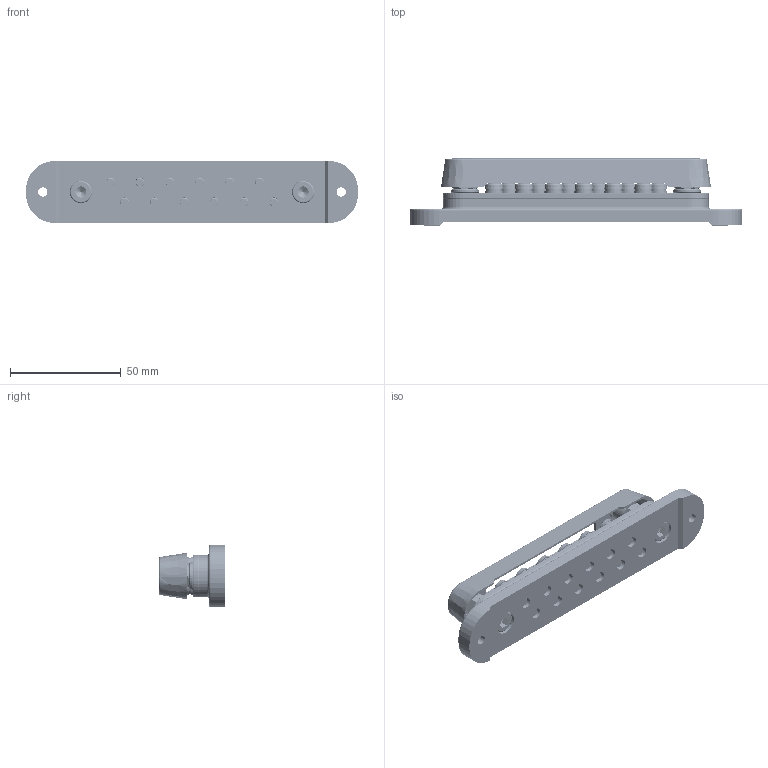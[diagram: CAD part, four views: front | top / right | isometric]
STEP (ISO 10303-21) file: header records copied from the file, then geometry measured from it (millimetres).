
FILE_DESCRIPTION(/* description */ (''),/* implementation_level */ '2;1');
FILE_NAME(/* name */ '12-Way BusBar 150A - Negative.step',/* time_stamp */ '2024-05-17T19:21:03+01:00',/* author */ (''),/* organization */ (''),/* preprocessor_version */ 'ST-DEVELOPER v20',/* originating_system */ 'Autodesk Translation Framework v13.14.0.145',/* authorisation */ '');
FILE_SCHEMA (('AUTOMOTIVE_DESIGN { 1 0 10303 214 3 1 1 }'));
Length unit declared in the file: millimetre
Products named in the file (5): 12-Way BusBar 150A - PNegative; DIN 912 M6 x 20; M4X12 SEM SCREW; M6_FLAT; M6 NUT
Assembly tree (18 placements, depth 2):
  12-Way BusBar 150A - PNegative
    DIN 912 M6 x 20  x2
    M4X12 SEM SCREW  x12
    M6_FLAT  x2
    M6 NUT  x2
Bounding box: 150 x 30.24 x 28 mm (x, y, z)
Volume: 46856 mm3; surface area: 39415.7 mm2
Topology: 59 solids, 59 shells, 1561 faces, 4209 edges, 2789 vertices
Faces by surface type: cylinder 834, bspline 388, plane 233, cone 72, torus 34
Full cylindrical faces by diameter (mm): 3.111 x72, 3.332 x24, 3.908 x120, 4 x12, 4.109 x9, 4.11 x3, 4.2 x14, 4.744 x12, 5 x12, 5.035 x10, 5.884 x24, 6.147 x8, 6.2 x4, 6.4 x2, 8.33 x12, 8.5 x12, 8.7 x2, 10 x2, 10.5 x2, 11 x2, 12.5 x6
Entity records: 35108 total; most frequent: CARTESIAN_POINT 23179, ORIENTED_EDGE 2722, DIRECTION 1962, EDGE_CURVE 1361, VERTEX_POINT 889, AXIS2_PLACEMENT_3D 768, B_SPLINE_CURVE_WITH_KNOTS 609, EDGE_LOOP 592
